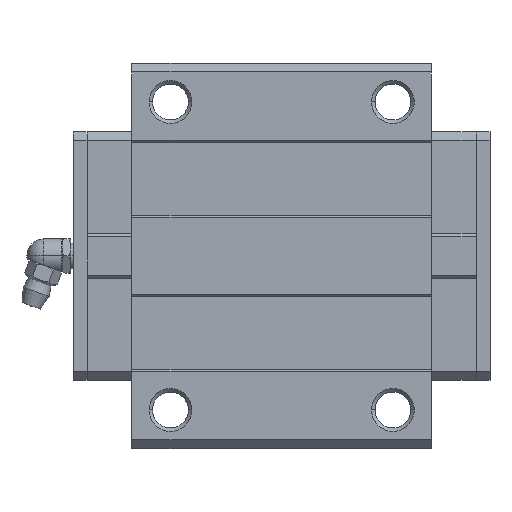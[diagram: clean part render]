
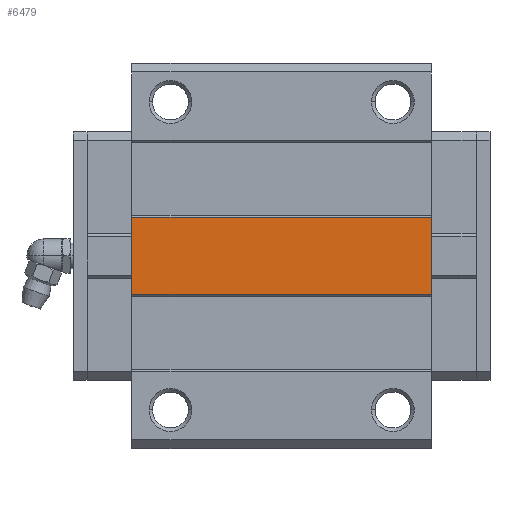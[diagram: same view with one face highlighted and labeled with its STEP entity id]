
A CAD part, top view. The second image highlights one B-rep face of the part: STEP entity #6479.
In plain terms, the highlighted planar face has unit normal (0, 0, 1).
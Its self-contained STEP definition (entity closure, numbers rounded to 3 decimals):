
#5526=CARTESIAN_POINT('POINT352',(13.7,-9.,
   36.));
#5527=VERTEX_POINT('VERTEX352',#5526);
#5534=CARTESIAN_POINT('POINT353',(13.7,9.,36.));
#5535=VERTEX_POINT('VERTEX353',#5534);
#5536=CARTESIAN_POINT('POS567',(13.7,0.,36.));
#5537=DIRECTION('DIR797',(0.,1.,0.));
#5538=VECTOR('VEC337',#5537,1.);
#5539=LINE('STRAIGHT337',#5536,#5538);
#5540=EDGE_CURVE('EDGE539',#5527,#5535,#5539,.T.);
#6432=CARTESIAN_POINT('POINT431',(83.7,-9.,
   36.));
#6433=VERTEX_POINT('VERTEX431',#6432);
#6440=CARTESIAN_POINT('POS672',(13.7,-9.,
   36.));
#6441=DIRECTION('DIR931',(1.,0.,0.));
#6442=VECTOR('VEC413',#6441,1.);
#6443=LINE('STRAIGHT413',#6440,#6442);
#6444=EDGE_CURVE('EDGE633',#5527,#6433,#6443,.T.);
#6456=CARTESIAN_POINT('POINT432',(83.7,9.,36.));
#6457=VERTEX_POINT('VERTEX432',#6456);
#6458=CARTESIAN_POINT('POS674',(83.7,0.,36.));
#6459=DIRECTION('DIR934',(0.,1.,0.));
#6460=VECTOR('VEC414',#6459,1.);
#6461=LINE('STRAIGHT414',#6458,#6460);
#6462=EDGE_CURVE('EDGE634',#6433,#6457,#6461,.T.);
#6463=ORIENTED_EDGE('COEDGE1159',*,*,#6462,.T.);
#6464=CARTESIAN_POINT('POS675',(13.7,9.,36.));
#6465=DIRECTION('DIR935',(1.,0.,0.));
#6466=VECTOR('VEC415',#6465,1.);
#6467=LINE('STRAIGHT415',#6464,#6466);
#6468=EDGE_CURVE('EDGE635',#5535,#6457,#6467,.T.);
#6469=ORIENTED_EDGE('COEDGE1160',*,*,#6468,.F.);
#6470=ORIENTED_EDGE('COEDGE1161',*,*,#5540,.F.);
#6471=ORIENTED_EDGE('COEDGE1162',*,*,#6444,.T.);
#6472=EDGE_LOOP('NONE',(#6463,#6469,#6470,#6471));
#6473=FACE_BOUND('LOOP1',#6472,.T.);
#6474=CARTESIAN_POINT('POS676',(13.7,0.,36.));
#6475=DIRECTION('DIR936',(0.,0.,1.));
#6476=DIRECTION('DIR937',(1.,0.,0.));
#6477=AXIS2_PLACEMENT_3D('AXIS261',#6474,#6475,#6476);
#6478=PLANE('PLANE116',#6477);
#6479=ADVANCED_FACE('FACE214',(#6473),#6478,.T.);
